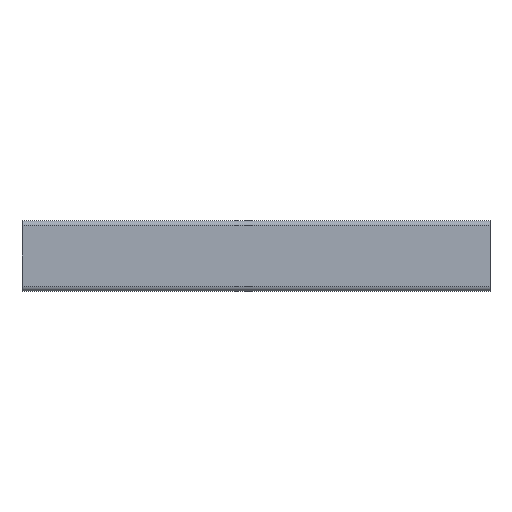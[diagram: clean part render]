
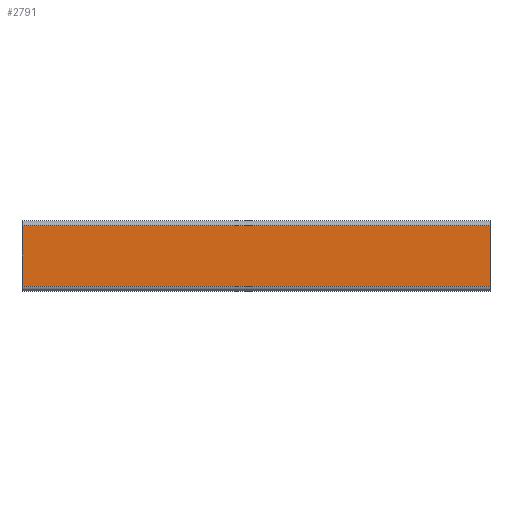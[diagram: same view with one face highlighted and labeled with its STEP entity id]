
A CAD part, left-side view. The second image highlights one B-rep face of the part: STEP entity #2791.
In plain terms, the highlighted face is planar.
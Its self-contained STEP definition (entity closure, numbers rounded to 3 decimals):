
#419 = FACE_OUTER_BOUND ( 'NONE', #1411, .T. ) ;
#444 = DIRECTION ( 'NONE',  ( 0., 0., -1. ) ) ;
#460 = CARTESIAN_POINT ( 'NONE',  ( 22.5, -19.5, -300. ) ) ;
#461 = DIRECTION ( 'NONE',  ( 1., 0., 0. ) ) ;
#465 = PLANE ( 'NONE',  #1310 ) ;
#1013 = VECTOR ( 'NONE', #1876, 1000. ) ;
#1029 = VECTOR ( 'NONE', #1871, 1000. ) ;
#1033 = VECTOR ( 'NONE', #4201, 1000. ) ;
#1310 = AXIS2_PLACEMENT_3D ( 'NONE', #460, #461, #444 ) ;
#1312 = VECTOR ( 'NONE', #4293, 1000. ) ;
#1411 = EDGE_LOOP ( 'NONE', ( #4409, #4370, #4402, #4376 ) ) ;
#1689 = VERTEX_POINT ( 'NONE', #4720 ) ;
#1697 = VERTEX_POINT ( 'NONE', #4712 ) ;
#1744 = VERTEX_POINT ( 'NONE', #4773 ) ;
#1745 = VERTEX_POINT ( 'NONE', #4769 ) ;
#1847 = LINE ( 'NONE', #1853, #1029 ) ;
#1851 = CARTESIAN_POINT ( 'NONE',  ( 22.5, -19.5, -300. ) ) ;
#1853 = CARTESIAN_POINT ( 'NONE',  ( 22.5, -19.5, 0. ) ) ;
#1861 = LINE ( 'NONE', #1851, #1013 ) ;
#1871 = DIRECTION ( 'NONE',  ( 0., 1., 0. ) ) ;
#1876 = DIRECTION ( 'NONE',  ( 0., 1., 0. ) ) ;
#2791 = ADVANCED_FACE ( 'PLANAR_11', ( #419 ), #465, .T. ) ;
#2986 = EDGE_CURVE ( 'NONE', #1745, #1689, #4289, .T. ) ;
#2994 = EDGE_CURVE ( 'NONE', #1744, #1697, #3857, .T. ) ;
#3048 = EDGE_CURVE ( 'NONE', #1689, #1697, #1847, .T. ) ;
#3055 = EDGE_CURVE ( 'NONE', #1745, #1744, #1861, .T. ) ;
#3857 = LINE ( 'NONE', #4199, #1033 ) ;
#4199 = CARTESIAN_POINT ( 'NONE',  ( 22.5, 19.5, -300. ) ) ;
#4201 = DIRECTION ( 'NONE',  ( 0., 0., 1. ) ) ;
#4289 = LINE ( 'NONE', #4304, #1312 ) ;
#4293 = DIRECTION ( 'NONE',  ( 0., 0., 1. ) ) ;
#4304 = CARTESIAN_POINT ( 'NONE',  ( 22.5, -19.5, -300. ) ) ;
#4370 = ORIENTED_EDGE ( 'NONE', *, *, #2986, .F. ) ;
#4376 = ORIENTED_EDGE ( 'NONE', *, *, #2994, .T. ) ;
#4402 = ORIENTED_EDGE ( 'NONE', *, *, #3055, .T. ) ;
#4409 = ORIENTED_EDGE ( 'NONE', *, *, #3048, .F. ) ;
#4712 = CARTESIAN_POINT ( 'NONE',  ( 22.5, 19.5, 0. ) ) ;
#4720 = CARTESIAN_POINT ( 'NONE',  ( 22.5, -19.5, 0. ) ) ;
#4769 = CARTESIAN_POINT ( 'NONE',  ( 22.5, -19.5, -300. ) ) ;
#4773 = CARTESIAN_POINT ( 'NONE',  ( 22.5, 19.5, -300. ) ) ;
